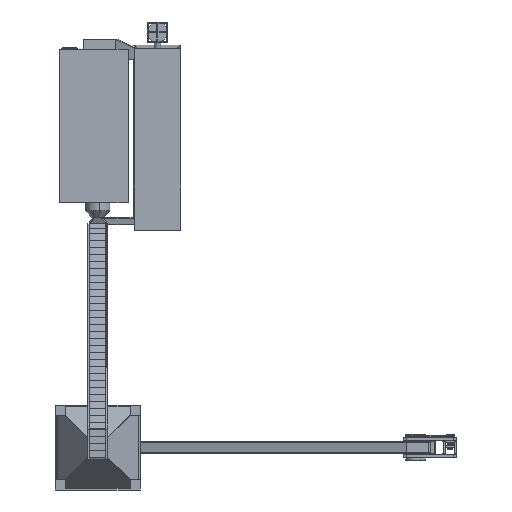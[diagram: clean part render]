
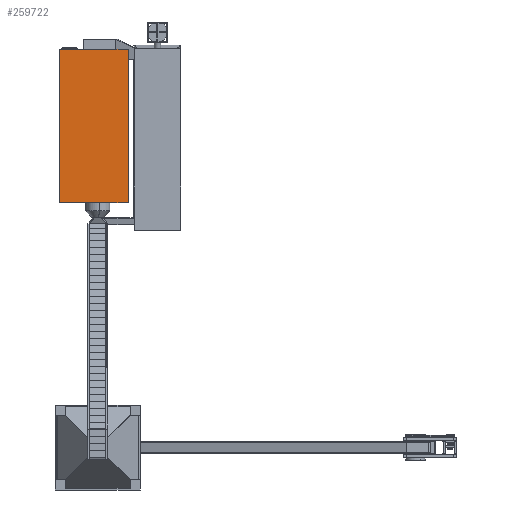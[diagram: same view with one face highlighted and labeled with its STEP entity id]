
A CAD part, front view. The second image highlights one B-rep face of the part: STEP entity #259722.
In plain terms, the highlighted free-form (B-spline) face has degree [1, 1] with [2, 2] control points.
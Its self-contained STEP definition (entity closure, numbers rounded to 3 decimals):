
#259693 = VERTEX_POINT('',#259694);
#259694 = CARTESIAN_POINT('',(-4661.21,896.937,
    35281.188));
#259699 = EDGE_CURVE('',#259700,#259693,#259702,.T.);
#259700 = VERTEX_POINT('',#259701);
#259701 = CARTESIAN_POINT('',(96.991,896.937,
    35281.188));
#259702 = B_SPLINE_CURVE_WITH_KNOTS('',1,(#259703,#259704),
  .UNSPECIFIED.,.F.,.F.,(2,2),(-0.,3400.),.PIECEWISE_BEZIER_KNOTS.);
#259703 = CARTESIAN_POINT('',(96.991,896.937,
    35281.188));
#259704 = CARTESIAN_POINT('',(-4661.21,896.937,
    35281.188));
#259722 = ADVANCED_FACE('',(#259723),#259745,.F.);
#259723 = FACE_BOUND('',#259724,.T.);
#259724 = EDGE_LOOP('',(#259725,#259732,#259739,#259744));
#259725 = ORIENTED_EDGE('',*,*,#259726,.T.);
#259726 = EDGE_CURVE('',#259693,#259727,#259729,.T.);
#259727 = VERTEX_POINT('',#259728);
#259728 = CARTESIAN_POINT('',(-4661.21,896.937,
    24645.209));
#259729 = B_SPLINE_CURVE_WITH_KNOTS('',1,(#259730,#259731),
  .UNSPECIFIED.,.F.,.F.,(2,2),(-7600.,0.),.PIECEWISE_BEZIER_KNOTS.);
#259730 = CARTESIAN_POINT('',(-4661.21,896.937,
    35281.188));
#259731 = CARTESIAN_POINT('',(-4661.21,896.937,
    24645.209));
#259732 = ORIENTED_EDGE('',*,*,#259733,.F.);
#259733 = EDGE_CURVE('',#259734,#259727,#259736,.T.);
#259734 = VERTEX_POINT('',#259735);
#259735 = CARTESIAN_POINT('',(96.991,896.937,
    24645.209));
#259736 = B_SPLINE_CURVE_WITH_KNOTS('',1,(#259737,#259738),
  .UNSPECIFIED.,.F.,.F.,(2,2),(-0.,3400.),.PIECEWISE_BEZIER_KNOTS.);
#259737 = CARTESIAN_POINT('',(96.991,896.937,
    24645.209));
#259738 = CARTESIAN_POINT('',(-4661.21,896.937,
    24645.209));
#259739 = ORIENTED_EDGE('',*,*,#259740,.F.);
#259740 = EDGE_CURVE('',#259700,#259734,#259741,.T.);
#259741 = B_SPLINE_CURVE_WITH_KNOTS('',1,(#259742,#259743),
  .UNSPECIFIED.,.F.,.F.,(2,2),(-7600.,0.),.PIECEWISE_BEZIER_KNOTS.);
#259742 = CARTESIAN_POINT('',(96.991,896.937,
    35281.188));
#259743 = CARTESIAN_POINT('',(96.991,896.937,
    24645.209));
#259744 = ORIENTED_EDGE('',*,*,#259699,.T.);
#259745 = B_SPLINE_SURFACE_WITH_KNOTS('',1,1,(
    (#259746,#259747)
    ,(#259748,#259749
    )),.UNSPECIFIED.,.F.,.F.,.F.,(2,2),(2,2),(0.,7600.),(-3400.,0.),
  .PIECEWISE_BEZIER_KNOTS.);
#259746 = CARTESIAN_POINT('',(-4661.21,896.937,
    24645.209));
#259747 = CARTESIAN_POINT('',(96.991,896.937,
    24645.209));
#259748 = CARTESIAN_POINT('',(-4661.21,896.937,
    35281.188));
#259749 = CARTESIAN_POINT('',(96.991,896.937,
    35281.188));
